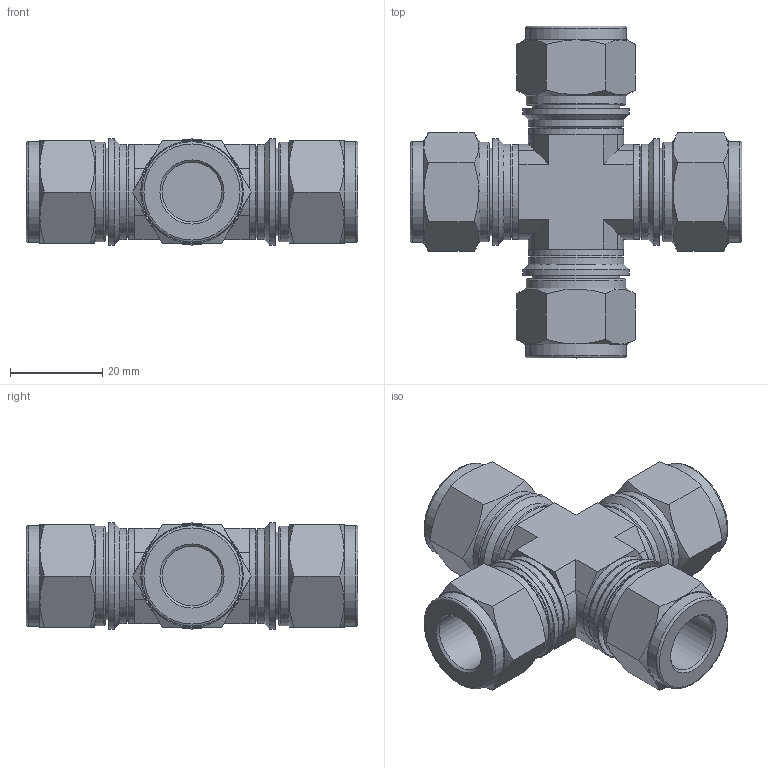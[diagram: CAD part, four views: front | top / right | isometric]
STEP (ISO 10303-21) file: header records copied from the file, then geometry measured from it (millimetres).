
FILE_DESCRIPTION(/* description */ (''),/* implementation_level */ '2;1');
FILE_NAME(/* name */ 'SUCI-8.stp',/* time_stamp */ '2022-07-08T15:27:35+09:00',/* author */ ('user'),/* organization */ (''),/* preprocessor_version */ 'ST-DEVELOPER v18.1',/* originating_system */ 'Autodesk Inventor 2022',/* authorisation */ '');
FILE_SCHEMA (('AUTOMOTIVE_DESIGN { 1 0 10303 214 3 1 1 }'));
Length unit declared in the file: millimetre
Products named in the file (1): SUC-8
Bounding box: 71.88 x 71.88 x 23 mm (x, y, z)
Volume: 35411.4 mm3; surface area: 16943.4 mm2
Topology: 1 solids, 1 shells, 182 faces, 402 edges, 254 vertices
Faces by surface type: plane 78, cone 52, cylinder 44, torus 8
Full cylindrical faces by diameter (mm): 12.9 x4, 17.2 x4, 17.7 x4, 18.9 x4, 20.5 x4, 20.6 x4, 21.5 x4, 21.8 x4, 23 x4
Entity records: 4973 total; most frequent: CARTESIAN_POINT 983, DIRECTION 850, ORIENTED_EDGE 804, EDGE_CURVE 402, AXIS2_PLACEMENT_3D 337, VERTEX_POINT 254, EDGE_LOOP 214, FACE_OUTER_BOUND 182
